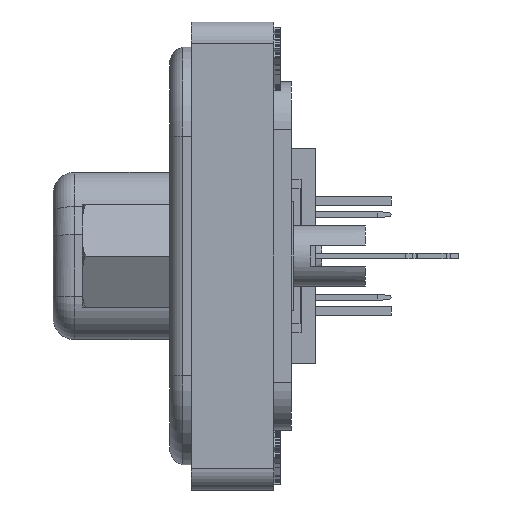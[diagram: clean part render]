
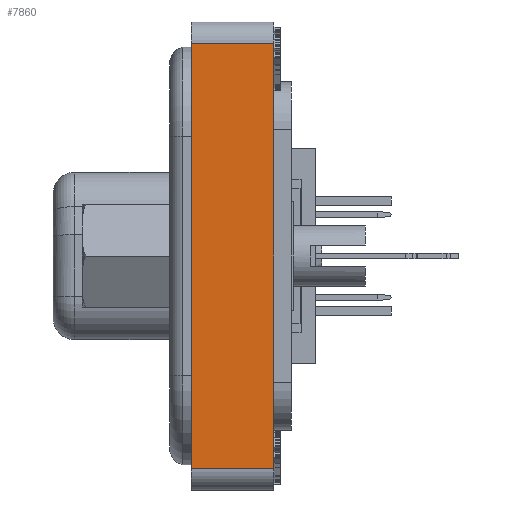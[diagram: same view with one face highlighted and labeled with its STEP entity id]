
A CAD part, left-side view. The second image highlights one B-rep face of the part: STEP entity #7860.
In plain terms, the highlighted planar face has unit normal (-1, 0, 0).
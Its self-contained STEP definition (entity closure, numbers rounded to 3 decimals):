
#2387 = FACE_OUTER_BOUND ( 'NONE', #11491, .T. ) ;
#2621 = PLANE ( 'NONE',  #21767 ) ;
#5323 = EDGE_CURVE ( 'NONE', #23956, #6395, #29009, .T. ) ;
#5525 = LINE ( 'NONE', #19777, #19730 ) ;
#5808 = VERTEX_POINT ( 'NONE', #8187 ) ;
#6395 = VERTEX_POINT ( 'NONE', #27689 ) ;
#7600 = VECTOR ( 'NONE', #36728, 1000. ) ;
#7860 = ADVANCED_FACE ( 'NONE', ( #2387 ), #2621, .T. ) ;
#8187 = CARTESIAN_POINT ( 'NONE',  ( -24.05, -6.35, 9.75 ) ) ;
#8636 = ORIENTED_EDGE ( 'NONE', *, *, #21240, .T. ) ;
#9265 = DIRECTION ( 'NONE',  ( 0., -1., 0. ) ) ;
#10382 = CARTESIAN_POINT ( 'NONE',  ( -24.05, -10.15, 9.75 ) ) ;
#11491 = EDGE_LOOP ( 'NONE', ( #8636, #37392, #39722, #12330 ) ) ;
#12330 = ORIENTED_EDGE ( 'NONE', *, *, #21088, .F. ) ;
#13772 = VECTOR ( 'NONE', #42645, 1000. ) ;
#13839 = CARTESIAN_POINT ( 'NONE',  ( -24.05, -6.35, -10.75 ) ) ;
#16974 = DIRECTION ( 'NONE',  ( 0., -1., 0. ) ) ;
#19730 = VECTOR ( 'NONE', #9265, 1000. ) ;
#19777 = CARTESIAN_POINT ( 'NONE',  ( -24.05, -6.35, 9.75 ) ) ;
#20374 = DIRECTION ( 'NONE',  ( -1., 0., 0. ) ) ;
#21088 = EDGE_CURVE ( 'NONE', #5808, #23956, #5525, .T. ) ;
#21240 = EDGE_CURVE ( 'NONE', #5808, #38109, #35162, .T. ) ;
#21767 = AXIS2_PLACEMENT_3D ( 'NONE', #13839, #20374, #34170 ) ;
#23956 = VERTEX_POINT ( 'NONE', #10382 ) ;
#27689 = CARTESIAN_POINT ( 'NONE',  ( -24.05, -10.15, -9.75 ) ) ;
#29009 = LINE ( 'NONE', #36502, #7600 ) ;
#30732 = LINE ( 'NONE', #41045, #33201 ) ;
#32342 = CARTESIAN_POINT ( 'NONE',  ( -24.05, -6.35, 9.75 ) ) ;
#33201 = VECTOR ( 'NONE', #16974, 1000. ) ;
#34170 = DIRECTION ( 'NONE',  ( 0., 0., 1. ) ) ;
#35162 = LINE ( 'NONE', #32342, #13772 ) ;
#36502 = CARTESIAN_POINT ( 'NONE',  ( -24.05, -10.15, 9.75 ) ) ;
#36728 = DIRECTION ( 'NONE',  ( 0., 0., -1. ) ) ;
#37392 = ORIENTED_EDGE ( 'NONE', *, *, #45997, .T. ) ;
#38109 = VERTEX_POINT ( 'NONE', #45892 ) ;
#39722 = ORIENTED_EDGE ( 'NONE', *, *, #5323, .F. ) ;
#41045 = CARTESIAN_POINT ( 'NONE',  ( -24.05, -6.35, -9.75 ) ) ;
#42645 = DIRECTION ( 'NONE',  ( 0., 0., -1. ) ) ;
#45892 = CARTESIAN_POINT ( 'NONE',  ( -24.05, -6.35, -9.75 ) ) ;
#45997 = EDGE_CURVE ( 'NONE', #38109, #6395, #30732, .T. ) ;
